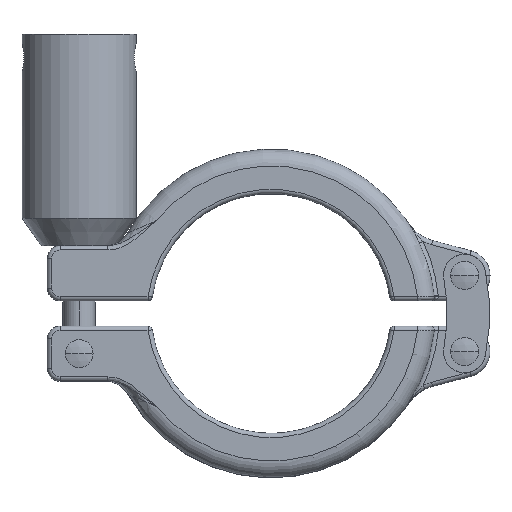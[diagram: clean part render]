
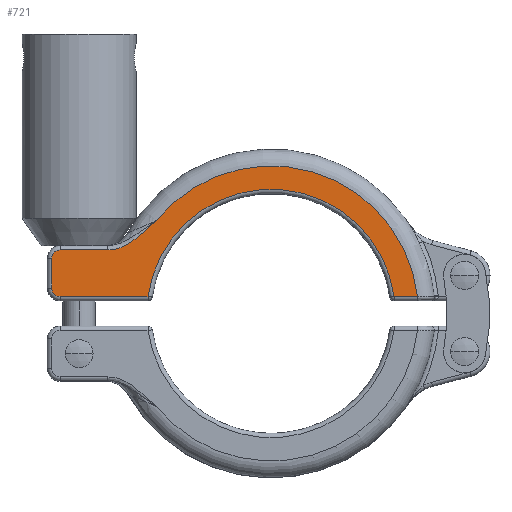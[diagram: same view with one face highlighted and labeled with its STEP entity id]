
A CAD part, top view. The second image highlights one B-rep face of the part: STEP entity #721.
In plain terms, the highlighted planar face has unit normal (0, 0, 1).
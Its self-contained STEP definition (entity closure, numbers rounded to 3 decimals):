
#212 = DIRECTION ( 'NONE',  ( 1., 0., 0. ) ) ;
#361 = DIRECTION ( 'NONE',  ( 0., 0., -1. ) ) ;
#415 = PLANE ( 'NONE',  #5180 ) ;
#444 = CARTESIAN_POINT ( 'NONE',  ( -29.076, 4., 8.5 ) ) ;
#560 = VERTEX_POINT ( 'NONE', #2850 ) ;
#594 = EDGE_CURVE ( 'NONE', #10677, #6136, #9469, .T. ) ;
#721 = ADVANCED_FACE ( 'NONE', ( #3446 ), #415, .T. ) ;
#797 = CARTESIAN_POINT ( 'NONE',  ( -35.46, 15.589, 8.5 ) ) ;
#1191 = CARTESIAN_POINT ( 'NONE',  ( -38.554, 15., 8.5 ) ) ;
#1377 = AXIS2_PLACEMENT_3D ( 'NONE', #10648, #4684, #10722 ) ;
#2165 = ORIENTED_EDGE ( 'NONE', *, *, #12250, .T. ) ;
#2168 = DIRECTION ( 'NONE',  ( 1., 0., 0. ) ) ;
#2272 = DIRECTION ( 'NONE',  ( 1., 0., 0. ) ) ;
#2311 = AXIS2_PLACEMENT_3D ( 'NONE', #13045, #361, #9746 ) ;
#2736 = ORIENTED_EDGE ( 'NONE', *, *, #7010, .T. ) ;
#2850 = CARTESIAN_POINT ( 'NONE',  ( -49.85, 15., 8.5 ) ) ;
#2914 = VERTEX_POINT ( 'NONE', #10365 ) ;
#2995 = CARTESIAN_POINT ( 'NONE',  ( -31.33, 18.161, 8.5 ) ) ;
#3255 = ORIENTED_EDGE ( 'NONE', *, *, #5693, .T. ) ;
#3441 = CARTESIAN_POINT ( 'NONE',  ( -49.85, 4., 8.5 ) ) ;
#3446 = FACE_OUTER_BOUND ( 'NONE', #3870, .T. ) ;
#3598 = AXIS2_PLACEMENT_3D ( 'NONE', #9595, #8501, #12693 ) ;
#3715 = ORIENTED_EDGE ( 'NONE', *, *, #8250, .T. ) ;
#3870 = EDGE_LOOP ( 'NONE', ( #2165, #5702, #6015, #3255, #5146, #2736, #11166, #7880, #3715 ) ) ;
#4165 = CARTESIAN_POINT ( 'NONE',  ( -35.734, 15.488, 8.5 ) ) ;
#4349 = DIRECTION ( 'NONE',  ( 1., 0., 0. ) ) ;
#4622 = CARTESIAN_POINT ( 'NONE',  ( 0., 0., 8.5 ) ) ;
#4684 = DIRECTION ( 'NONE',  ( 0., 0., 1. ) ) ;
#4758 = CIRCLE ( 'NONE', #2311, 29.35 ) ;
#4991 = EDGE_CURVE ( 'NONE', #10533, #560, #6282, .T. ) ;
#5136 = CARTESIAN_POINT ( 'NONE',  ( -34.13, 16.143, 8.5 ) ) ;
#5146 = ORIENTED_EDGE ( 'NONE', *, *, #594, .T. ) ;
#5180 = AXIS2_PLACEMENT_3D ( 'NONE', #4622, #12825, #212 ) ;
#5370 = VECTOR ( 'NONE', #4349, 1000. ) ;
#5693 = EDGE_CURVE ( 'NONE', #560, #10677, #7115, .T. ) ;
#5702 = ORIENTED_EDGE ( 'NONE', *, *, #10371, .T. ) ;
#5975 = CARTESIAN_POINT ( 'NONE',  ( -27.906, 21.251, 8.5 ) ) ;
#6015 = ORIENTED_EDGE ( 'NONE', *, *, #4991, .T. ) ;
#6136 = VERTEX_POINT ( 'NONE', #11542 ) ;
#6245 = CARTESIAN_POINT ( 'NONE',  ( -33.165, 16.759, 8.5 ) ) ;
#6261 = LINE ( 'NONE', #6526, #8491 ) ;
#6282 = LINE ( 'NONE', #7379, #8409 ) ;
#6526 = CARTESIAN_POINT ( 'NONE',  ( 34.721, 4., 8.5 ) ) ;
#6767 = EDGE_CURVE ( 'NONE', #7070, #7702, #9739, .T. ) ;
#6980 = CIRCLE ( 'NONE', #12901, 34.85 ) ;
#7010 = EDGE_CURVE ( 'NONE', #6136, #7070, #9554, .T. ) ;
#7070 = VERTEX_POINT ( 'NONE', #3441 ) ;
#7075 = B_SPLINE_CURVE_WITH_KNOTS ( 'NONE', 3,
 ( #9416, #5975, #9277, #8117, #2995, #6245, #5136, #797, #4165, #8180, #10465, #13623, #12369, #7219 ),
 .UNSPECIFIED., .F., .F.,
 ( 4, 2, 2, 2, 2, 2, 4 ),
 ( 0., 0.003, 0.007, 0.01, 0.011, 0.012, 0.014 ),
 .UNSPECIFIED. ) ;
#7115 = CIRCLE ( 'NONE', #1377, 2. ) ;
#7219 = CARTESIAN_POINT ( 'NONE',  ( -38.554, 15., 8.5 ) ) ;
#7379 = CARTESIAN_POINT ( 'NONE',  ( -49.85, 15., 8.5 ) ) ;
#7702 = VERTEX_POINT ( 'NONE', #444 ) ;
#7880 = ORIENTED_EDGE ( 'NONE', *, *, #12195, .T. ) ;
#8005 = VERTEX_POINT ( 'NONE', #10445 ) ;
#8117 = CARTESIAN_POINT ( 'NONE',  ( -30.472, 18.932, 8.5 ) ) ;
#8180 = CARTESIAN_POINT ( 'NONE',  ( -36.284, 15.315, 8.5 ) ) ;
#8250 = EDGE_CURVE ( 'NONE', #2914, #9625, #6261, .T. ) ;
#8409 = VECTOR ( 'NONE', #12610, 1000. ) ;
#8491 = VECTOR ( 'NONE', #2168, 1000. ) ;
#8501 = DIRECTION ( 'NONE',  ( 0., 0., 1. ) ) ;
#8716 = CARTESIAN_POINT ( 'NONE',  ( 0., 0., 8.5 ) ) ;
#9277 = CARTESIAN_POINT ( 'NONE',  ( -28.76, 20.476, 8.5 ) ) ;
#9416 = CARTESIAN_POINT ( 'NONE',  ( -27.028, 22., 8.5 ) ) ;
#9469 = LINE ( 'NONE', #10382, #10257 ) ;
#9532 = DIRECTION ( 'NONE',  ( 0., -1., 0. ) ) ;
#9554 = CIRCLE ( 'NONE', #3598, 2. ) ;
#9595 = CARTESIAN_POINT ( 'NONE',  ( -49.85, 6., 8.5 ) ) ;
#9625 = VERTEX_POINT ( 'NONE', #12431 ) ;
#9739 = LINE ( 'NONE', #11674, #5370 ) ;
#9746 = DIRECTION ( 'NONE',  ( 1., 0., 0. ) ) ;
#10257 = VECTOR ( 'NONE', #9532, 1000. ) ;
#10365 = CARTESIAN_POINT ( 'NONE',  ( 29.076, 4., 8.5 ) ) ;
#10371 = EDGE_CURVE ( 'NONE', #8005, #10533, #7075, .T. ) ;
#10382 = CARTESIAN_POINT ( 'NONE',  ( -51.85, 6., 8.5 ) ) ;
#10445 = CARTESIAN_POINT ( 'NONE',  ( -27.028, 22., 8.5 ) ) ;
#10465 = CARTESIAN_POINT ( 'NONE',  ( -36.562, 15.242, 8.5 ) ) ;
#10533 = VERTEX_POINT ( 'NONE', #1191 ) ;
#10648 = CARTESIAN_POINT ( 'NONE',  ( -49.85, 13., 8.5 ) ) ;
#10677 = VERTEX_POINT ( 'NONE', #12549 ) ;
#10722 = DIRECTION ( 'NONE',  ( 1., 0., 0. ) ) ;
#11166 = ORIENTED_EDGE ( 'NONE', *, *, #6767, .T. ) ;
#11542 = CARTESIAN_POINT ( 'NONE',  ( -51.85, 6., 8.5 ) ) ;
#11674 = CARTESIAN_POINT ( 'NONE',  ( -28.191, 4., 8.5 ) ) ;
#11744 = DIRECTION ( 'NONE',  ( 0., 0., 1. ) ) ;
#12195 = EDGE_CURVE ( 'NONE', #7702, #2914, #4758, .T. ) ;
#12250 = EDGE_CURVE ( 'NONE', #9625, #8005, #6980, .T. ) ;
#12369 = CARTESIAN_POINT ( 'NONE',  ( -37.972, 15., 8.5 ) ) ;
#12431 = CARTESIAN_POINT ( 'NONE',  ( 34.62, 4., 8.5 ) ) ;
#12549 = CARTESIAN_POINT ( 'NONE',  ( -51.85, 13., 8.5 ) ) ;
#12610 = DIRECTION ( 'NONE',  ( -1., 0., 0. ) ) ;
#12693 = DIRECTION ( 'NONE',  ( 1., 0., 0. ) ) ;
#12825 = DIRECTION ( 'NONE',  ( 0., 0., 1. ) ) ;
#12901 = AXIS2_PLACEMENT_3D ( 'NONE', #8716, #11744, #2272 ) ;
#13045 = CARTESIAN_POINT ( 'NONE',  ( 0., 0., 8.5 ) ) ;
#13623 = CARTESIAN_POINT ( 'NONE',  ( -37.402, 15.063, 8.5 ) ) ;
